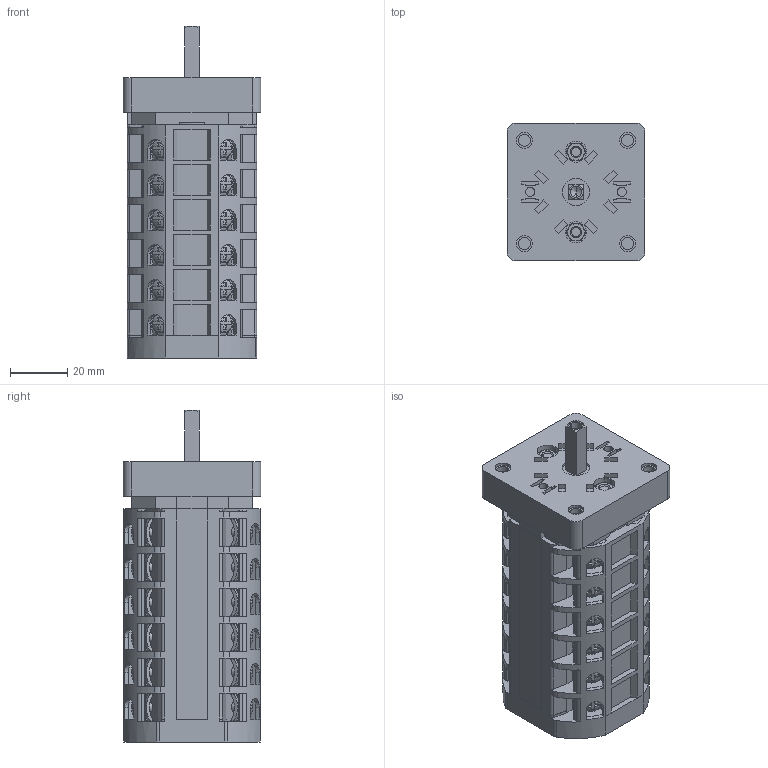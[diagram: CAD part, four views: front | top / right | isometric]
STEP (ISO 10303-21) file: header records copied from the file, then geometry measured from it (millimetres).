
FILE_DESCRIPTION((''),'2;1');
FILE_NAME('CRV2_12_26_6B_P_SW0001','2015-06-05T',('mangiapr'),(''),'PRO/ENGINEER BY PARAMETRIC TECHNOLOGY CORPORATION, 2011080','PRO/ENGINEER BY PARAMETRIC TECHNOLOGY CORPORATION, 2011080','');
FILE_SCHEMA(('CONFIG_CONTROL_DESIGN'));
Products named in the file (1): CRV2_12_26_6B_P_SW0001
Bounding box: 48 x 48 x 115.7 mm (x, y, z)
Volume: 152929 mm3; surface area: 48819.8 mm2
Topology: 21 solids, 21 shells, 2375 faces, 6390 edges, 4147 vertices
Faces by surface type: plane 1206, cylinder 659, cone 306, torus 156, sphere 48
Entity records: 92826 total; most frequent: CARTESIAN_POINT 33038, ORIENTED_EDGE 12776, DIRECTION 12204, EDGE_CURVE 6388, AXIS2_PLACEMENT_3D 4313, VERTEX_POINT 4147, VECTOR 3578, LINE 3578
